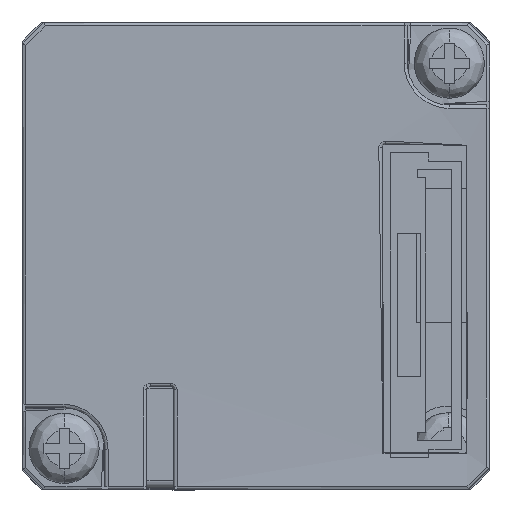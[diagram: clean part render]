
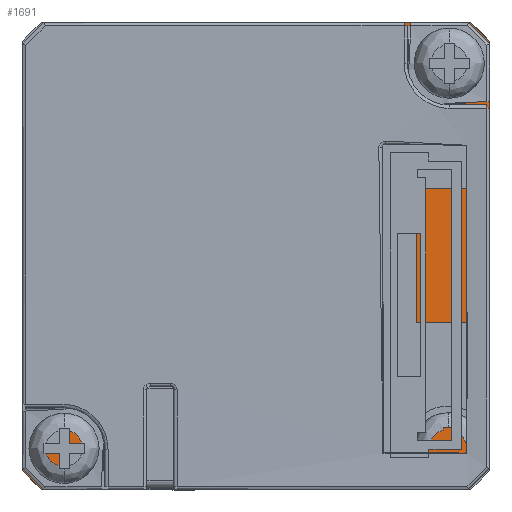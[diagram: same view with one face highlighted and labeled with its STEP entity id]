
A CAD part, front view. The second image highlights one B-rep face of the part: STEP entity #1691.
In plain terms, the highlighted planar face has unit normal (0, -1, 0).
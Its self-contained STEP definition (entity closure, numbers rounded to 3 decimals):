
#67 = EDGE_LOOP ( 'NONE', ( #2333, #8835 ) ) ;
#373 = VECTOR ( 'NONE', #6805, 1000. ) ;
#405 = DIRECTION ( 'NONE',  ( 0.707, 0., -0.707 ) ) ;
#442 = EDGE_CURVE ( 'NONE', #8247, #4341, #4716, .T. ) ;
#630 = CARTESIAN_POINT ( 'NONE',  ( -25.557, -31.654, 33.6 ) ) ;
#783 = FACE_OUTER_BOUND ( 'NONE', #5762, .T. ) ;
#811 = LINE ( 'NONE', #1131, #5916 ) ;
#879 = VERTEX_POINT ( 'NONE', #5416 ) ;
#1108 = DIRECTION ( 'NONE',  ( 0., -1., 0. ) ) ;
#1131 = CARTESIAN_POINT ( 'NONE',  ( 0.134, -31.654, 5.6 ) ) ;
#1152 = CARTESIAN_POINT ( 'NONE',  ( -17.37, -31.654, 47.6 ) ) ;
#1184 = DIRECTION ( 'NONE',  ( 0., 0., -1. ) ) ;
#1238 = CARTESIAN_POINT ( 'NONE',  ( 1.289, -31.654, 6.755 ) ) ;
#1443 = ORIENTED_EDGE ( 'NONE', *, *, #6319, .T. ) ;
#1457 = ORIENTED_EDGE ( 'NONE', *, *, #2937, .T. ) ;
#1574 = VECTOR ( 'NONE', #8810, 1000. ) ;
#1576 = VERTEX_POINT ( 'NONE', #8635 ) ;
#1691 = ADVANCED_FACE ( 'NONE', ( #8165, #783 ), #7390, .T. ) ;
#1706 = CIRCLE ( 'NONE', #2236, 1.5 ) ;
#1780 = DIRECTION ( 'NONE',  ( 0., -1., 0. ) ) ;
#2169 = EDGE_CURVE ( 'NONE', #2662, #5467, #1706, .T. ) ;
#2236 = AXIS2_PLACEMENT_3D ( 'NONE', #5963, #1780, #6659 ) ;
#2240 = CARTESIAN_POINT ( 'NONE',  ( -12.711, -31.654, 21.1 ) ) ;
#2249 = VERTEX_POINT ( 'NONE', #7428 ) ;
#2333 = ORIENTED_EDGE ( 'NONE', *, *, #2169, .F. ) ;
#2359 = DIRECTION ( 'NONE',  ( 0., 0., -1. ) ) ;
#2466 = VERTEX_POINT ( 'NONE', #2795 ) ;
#2490 = CARTESIAN_POINT ( 'NONE',  ( 0.134, -31.654, 33.6 ) ) ;
#2662 = VERTEX_POINT ( 'NONE', #5768 ) ;
#2795 = CARTESIAN_POINT ( 'NONE',  ( -25.557, -31.654, 33.6 ) ) ;
#2858 = VECTOR ( 'NONE', #4812, 1000. ) ;
#2870 = VECTOR ( 'NONE', #405, 1000. ) ;
#2937 = EDGE_CURVE ( 'NONE', #2249, #1576, #6918, .T. ) ;
#3021 = CARTESIAN_POINT ( 'NONE',  ( -26.711, -31.654, 32.445 ) ) ;
#3289 = LINE ( 'NONE', #8026, #2870 ) ;
#3351 = AXIS2_PLACEMENT_3D ( 'NONE', #5247, #1108, #5971 ) ;
#3718 = ORIENTED_EDGE ( 'NONE', *, *, #7574, .T. ) ;
#3806 = AXIS2_PLACEMENT_3D ( 'NONE', #1152, #5324, #1184 ) ;
#4282 = VECTOR ( 'NONE', #2359, 1000. ) ;
#4341 = VERTEX_POINT ( 'NONE', #8150 ) ;
#4445 = ORIENTED_EDGE ( 'NONE', *, *, #5458, .T. ) ;
#4689 = LINE ( 'NONE', #6188, #2858 ) ;
#4716 = LINE ( 'NONE', #3021, #4282 ) ;
#4812 = DIRECTION ( 'NONE',  ( -0.707, 0., 0.707 ) ) ;
#5228 = VECTOR ( 'NONE', #8245, 1000. ) ;
#5247 = CARTESIAN_POINT ( 'NONE',  ( -12.711, -31.654, 19.6 ) ) ;
#5324 = DIRECTION ( 'NONE',  ( 0., -1., 0. ) ) ;
#5364 = CARTESIAN_POINT ( 'NONE',  ( -25.557, -31.654, 5.6 ) ) ;
#5416 = CARTESIAN_POINT ( 'NONE',  ( 1.289, -31.654, 32.445 ) ) ;
#5446 = LINE ( 'NONE', #630, #5228 ) ;
#5458 = EDGE_CURVE ( 'NONE', #8448, #2466, #8589, .T. ) ;
#5467 = VERTEX_POINT ( 'NONE', #2240 ) ;
#5560 = CARTESIAN_POINT ( 'NONE',  ( -26.711, -31.654, 32.445 ) ) ;
#5635 = CARTESIAN_POINT ( 'NONE',  ( 0.134, -31.654, 33.6 ) ) ;
#5750 = CIRCLE ( 'NONE', #3351, 1.5 ) ;
#5760 = EDGE_CURVE ( 'NONE', #8677, #879, #7547, .T. ) ;
#5762 = EDGE_LOOP ( 'NONE', ( #4445, #3718, #8076, #7382, #1457, #1443, #8565, #7789 ) ) ;
#5768 = CARTESIAN_POINT ( 'NONE',  ( -12.711, -31.654, 18.1 ) ) ;
#5916 = VECTOR ( 'NONE', #6024, 1000. ) ;
#5963 = CARTESIAN_POINT ( 'NONE',  ( -12.711, -31.654, 19.6 ) ) ;
#5971 = DIRECTION ( 'NONE',  ( 0., 0., -1. ) ) ;
#6024 = DIRECTION ( 'NONE',  ( 0.707, 0., 0.707 ) ) ;
#6188 = CARTESIAN_POINT ( 'NONE',  ( 1.289, -31.654, 32.445 ) ) ;
#6223 = EDGE_CURVE ( 'NONE', #4341, #2249, #3289, .T. ) ;
#6319 = EDGE_CURVE ( 'NONE', #1576, #8677, #811, .T. ) ;
#6333 = DIRECTION ( 'NONE',  ( -1., 0., 0. ) ) ;
#6659 = DIRECTION ( 'NONE',  ( 0., 0., -1. ) ) ;
#6771 = VECTOR ( 'NONE', #6333, 1000. ) ;
#6805 = DIRECTION ( 'NONE',  ( 0., 0., 1. ) ) ;
#6806 = EDGE_CURVE ( 'NONE', #879, #8448, #4689, .T. ) ;
#6918 = LINE ( 'NONE', #5364, #1574 ) ;
#7382 = ORIENTED_EDGE ( 'NONE', *, *, #6223, .T. ) ;
#7390 = PLANE ( 'NONE',  #3806 ) ;
#7428 = CARTESIAN_POINT ( 'NONE',  ( -25.557, -31.654, 5.6 ) ) ;
#7547 = LINE ( 'NONE', #1238, #373 ) ;
#7574 = EDGE_CURVE ( 'NONE', #2466, #8247, #5446, .T. ) ;
#7789 = ORIENTED_EDGE ( 'NONE', *, *, #6806, .T. ) ;
#7949 = EDGE_CURVE ( 'NONE', #5467, #2662, #5750, .T. ) ;
#8026 = CARTESIAN_POINT ( 'NONE',  ( -26.711, -31.654, 6.755 ) ) ;
#8076 = ORIENTED_EDGE ( 'NONE', *, *, #442, .T. ) ;
#8150 = CARTESIAN_POINT ( 'NONE',  ( -26.711, -31.654, 6.755 ) ) ;
#8165 = FACE_BOUND ( 'NONE', #67, .T. ) ;
#8245 = DIRECTION ( 'NONE',  ( -0.707, 0., -0.707 ) ) ;
#8247 = VERTEX_POINT ( 'NONE', #5560 ) ;
#8448 = VERTEX_POINT ( 'NONE', #2490 ) ;
#8565 = ORIENTED_EDGE ( 'NONE', *, *, #5760, .T. ) ;
#8589 = LINE ( 'NONE', #5635, #6771 ) ;
#8635 = CARTESIAN_POINT ( 'NONE',  ( 0.134, -31.654, 5.6 ) ) ;
#8677 = VERTEX_POINT ( 'NONE', #8883 ) ;
#8810 = DIRECTION ( 'NONE',  ( 1., 0., 0. ) ) ;
#8835 = ORIENTED_EDGE ( 'NONE', *, *, #7949, .F. ) ;
#8883 = CARTESIAN_POINT ( 'NONE',  ( 1.289, -31.654, 6.755 ) ) ;
